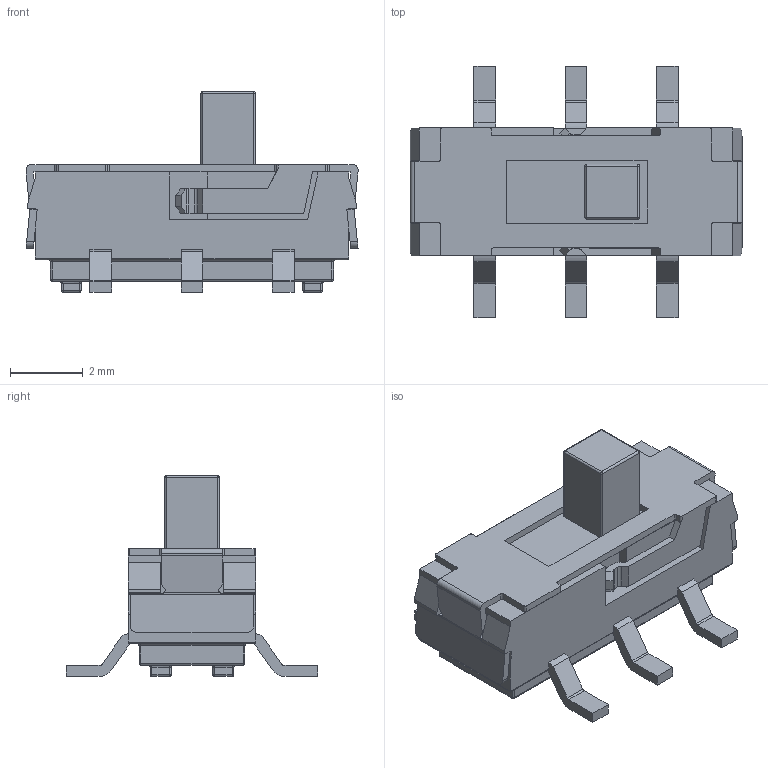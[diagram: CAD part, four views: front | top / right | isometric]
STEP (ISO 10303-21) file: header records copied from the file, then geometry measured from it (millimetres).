
FILE_DESCRIPTION(/* description */ ('Unknown'),/* implementation_level */ '2;1');
FILE_NAME(/* name */ 'SLW-913535-2A-SMT',/* time_stamp */ '2024-03-21T11:12:50+02:00',/* author */ ('Unknown'),/* organization */ ('Unknown'),/* preprocessor_version */ 'ST-DEVELOPER v18.102',/* originating_system */ 'Solid Edge',/* authorisation */ 'Unknown');
FILE_SCHEMA (('AUTOMOTIVE_DESIGN {1 0 10303 214 3 1 1}'));
Length unit declared in the file: millimetre
Products named in the file (1): SLW-913535-2A-SMT
Bounding box: 9.1 x 6.9 x 5.5 mm (x, y, z)
Volume: 98 mm3; surface area: 210.1 mm2
Topology: 1 solids, 1 shells, 399 faces, 1066 edges, 648 vertices
Faces by surface type: plane 207, cylinder 132, sphere 24, torus 20, bspline 16
Entity records: 15087 total; most frequent: CARTESIAN_POINT 2326, DIRECTION 2124, ORIENTED_EDGE 2084, EDGE_CURVE 1042, AXIS2_PLACEMENT_3D 718, LINE 688, VECTOR 688, VERTEX_POINT 648
